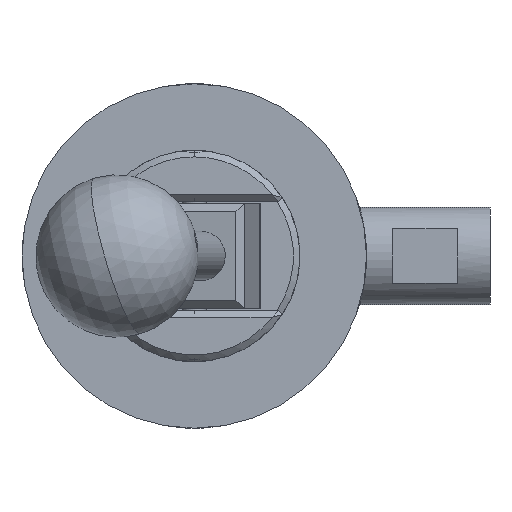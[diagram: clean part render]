
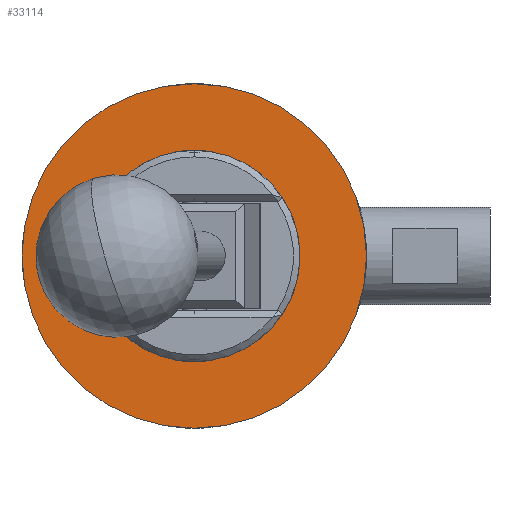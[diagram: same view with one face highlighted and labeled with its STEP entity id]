
A CAD part, front view. The second image highlights one B-rep face of the part: STEP entity #33114.
In plain terms, the highlighted planar face has unit normal (0, -1, 0).
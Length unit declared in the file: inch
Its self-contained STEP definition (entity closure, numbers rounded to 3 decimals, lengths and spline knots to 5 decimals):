
#1022 = EDGE_LOOP ( 'NONE', ( #26805, #25830 ) ) ;
#1637 = CARTESIAN_POINT ( 'NONE',  ( 0., -1.1875, 0. ) ) ;
#2016 = ORIENTED_EDGE ( 'NONE', *, *, #25723, .F. ) ;
#5239 = DIRECTION ( 'NONE',  ( 0., 0., -1. ) ) ;
#5607 = AXIS2_PLACEMENT_3D ( 'NONE', #8182, #35805, #29856 ) ;
#6568 = CARTESIAN_POINT ( 'NONE',  ( 0., -1.1875, -1.325 ) ) ;
#7170 = AXIS2_PLACEMENT_3D ( 'NONE', #33299, #33472, #19475 ) ;
#7349 = ORIENTED_EDGE ( 'NONE', *, *, #22838, .F. ) ;
#7863 = VERTEX_POINT ( 'NONE', #34887 ) ;
#8182 = CARTESIAN_POINT ( 'NONE',  ( -1.325, -1.1875, 0. ) ) ;
#9665 = CIRCLE ( 'NONE', #25356, 0.46 ) ;
#9676 = EDGE_LOOP ( 'NONE', ( #7349, #2016 ) ) ;
#10310 = CARTESIAN_POINT ( 'NONE',  ( 0., -1.1875, 0. ) ) ;
#11205 = DIRECTION ( 'NONE',  ( 0., 1., 0. ) ) ;
#13665 = CARTESIAN_POINT ( 'NONE',  ( 0., -1.1875, -0.46 ) ) ;
#17907 = CARTESIAN_POINT ( 'NONE',  ( 0., -1.1875, 1.325 ) ) ;
#18778 = CIRCLE ( 'NONE', #7170, 1.325 ) ;
#18913 = FACE_OUTER_BOUND ( 'NONE', #9676, .T. ) ;
#19198 = VERTEX_POINT ( 'NONE', #13665 ) ;
#19475 = DIRECTION ( 'NONE',  ( 0., 0., -1. ) ) ;
#20458 = EDGE_CURVE ( 'NONE', #7863, #19198, #22165, .T. ) ;
#21369 = VERTEX_POINT ( 'NONE', #6568 ) ;
#22165 = CIRCLE ( 'NONE', #30212, 0.46 ) ;
#22317 = DIRECTION ( 'NONE',  ( 0., 0., -1. ) ) ;
#22838 = EDGE_CURVE ( 'NONE', #21369, #24656, #18778, .T. ) ;
#23700 = DIRECTION ( 'NONE',  ( 0., 0., -1. ) ) ;
#23877 = DIRECTION ( 'NONE',  ( 0., 1., 0. ) ) ;
#24043 = FACE_BOUND ( 'NONE', #1022, .T. ) ;
#24656 = VERTEX_POINT ( 'NONE', #17907 ) ;
#25356 = AXIS2_PLACEMENT_3D ( 'NONE', #10310, #35403, #5239 ) ;
#25425 = EDGE_CURVE ( 'NONE', #19198, #7863, #9665, .T. ) ;
#25723 = EDGE_CURVE ( 'NONE', #24656, #21369, #27622, .T. ) ;
#25830 = ORIENTED_EDGE ( 'NONE', *, *, #20458, .T. ) ;
#26805 = ORIENTED_EDGE ( 'NONE', *, *, #25425, .T. ) ;
#27622 = CIRCLE ( 'NONE', #31135, 1.325 ) ;
#29856 = DIRECTION ( 'NONE',  ( 0., 0., -1. ) ) ;
#30021 = PLANE ( 'NONE',  #5607 ) ;
#30212 = AXIS2_PLACEMENT_3D ( 'NONE', #1637, #11205, #22317 ) ;
#31135 = AXIS2_PLACEMENT_3D ( 'NONE', #35129, #23877, #23700 ) ;
#33114 = ADVANCED_FACE ( 'NONE', ( #24043, #18913 ), #30021, .F. ) ;
#33299 = CARTESIAN_POINT ( 'NONE',  ( 0., -1.1875, 0. ) ) ;
#33472 = DIRECTION ( 'NONE',  ( 0., 1., 0. ) ) ;
#34887 = CARTESIAN_POINT ( 'NONE',  ( 0., -1.1875, 0.46 ) ) ;
#35129 = CARTESIAN_POINT ( 'NONE',  ( 0., -1.1875, 0. ) ) ;
#35403 = DIRECTION ( 'NONE',  ( 0., 1., 0. ) ) ;
#35805 = DIRECTION ( 'NONE',  ( 0., 1., 0. ) ) ;
